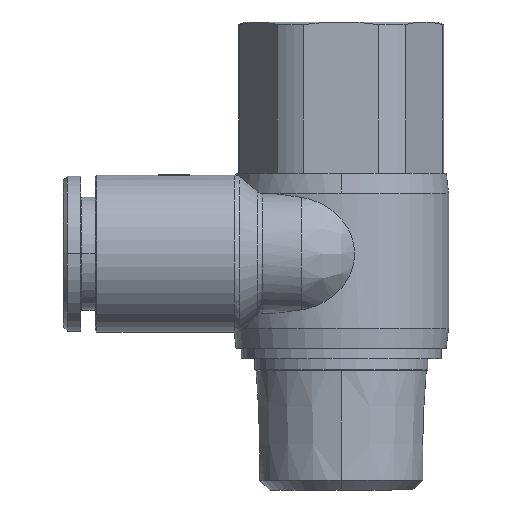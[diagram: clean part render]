
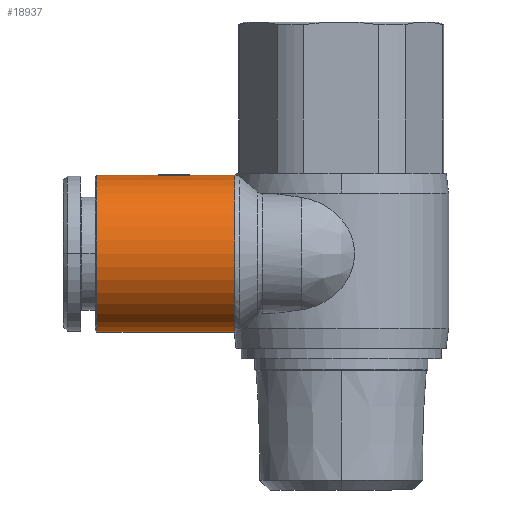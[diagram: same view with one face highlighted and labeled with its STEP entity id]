
A CAD part, left-side view. The second image highlights one B-rep face of the part: STEP entity #18937.
In plain terms, the highlighted cylindrical face has radius 9.85 mm (diameter 19.7 mm), a partial arc.
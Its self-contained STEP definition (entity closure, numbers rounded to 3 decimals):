
#26 = CIRCLE ( 'NONE', #22358, 9.85 ) ;
#519 = AXIS2_PLACEMENT_3D ( 'NONE', #8403, #18761, #23200 ) ;
#563 = AXIS2_PLACEMENT_3D ( 'NONE', #24017, #4506, #9269 ) ;
#815 = ORIENTED_EDGE ( 'NONE', *, *, #21571, .T. ) ;
#2199 = EDGE_CURVE ( 'NONE', #25100, #3818, #23094, .T. ) ;
#2353 = VERTEX_POINT ( 'NONE', #13841 ) ;
#2396 = VERTEX_POINT ( 'NONE', #20451 ) ;
#2547 = AXIS2_PLACEMENT_3D ( 'NONE', #13649, #11252, #15618 ) ;
#2874 = CARTESIAN_POINT ( 'NONE',  ( -9., 0., 9.85 ) ) ;
#3203 = EDGE_CURVE ( 'NONE', #23208, #12098, #8107, .T. ) ;
#3380 = CARTESIAN_POINT ( 'NONE',  ( -11., 0., -9.85 ) ) ;
#3383 = ORIENTED_EDGE ( 'NONE', *, *, #18851, .T. ) ;
#3577 = DIRECTION ( 'NONE',  ( 1., 0., 0. ) ) ;
#3818 = VERTEX_POINT ( 'NONE', #19842 ) ;
#4274 = DIRECTION ( 'NONE',  ( 0., 0., -1. ) ) ;
#4350 = DIRECTION ( 'NONE',  ( 0., 0., -1. ) ) ;
#4365 = CIRCLE ( 'NONE', #25757, 9.85 ) ;
#4506 = DIRECTION ( 'NONE',  ( 1., 0., 0. ) ) ;
#4755 = CARTESIAN_POINT ( 'NONE',  ( -20.7, 0., 9.85 ) ) ;
#5070 = VECTOR ( 'NONE', #3577, 1000. ) ;
#6296 = CARTESIAN_POINT ( 'NONE',  ( -20.7, 0., -9.85 ) ) ;
#6648 = EDGE_CURVE ( 'NONE', #25100, #20766, #20889, .T. ) ;
#6821 = CARTESIAN_POINT ( 'NONE',  ( -11., 0., 9.85 ) ) ;
#7539 = VECTOR ( 'NONE', #21717, 1000. ) ;
#7579 = DIRECTION ( 'NONE',  ( -1., 0., 0. ) ) ;
#7696 = EDGE_LOOP ( 'NONE', ( #27420, #7743, #23751, #25911, #3383, #26922, #815, #22292, #14211 ) ) ;
#7743 = ORIENTED_EDGE ( 'NONE', *, *, #2199, .T. ) ;
#8107 = LINE ( 'NONE', #3380, #5070 ) ;
#8403 = CARTESIAN_POINT ( 'NONE',  ( -3.364, 0., 0. ) ) ;
#9269 = DIRECTION ( 'NONE',  ( 0., 0., -1. ) ) ;
#9533 = CARTESIAN_POINT ( 'NONE',  ( -9., 0., 0. ) ) ;
#10405 = CYLINDRICAL_SURFACE ( 'NONE', #13542, 9.85 ) ;
#11252 = DIRECTION ( 'NONE',  ( 1., 0., 0. ) ) ;
#11289 = CARTESIAN_POINT ( 'NONE',  ( -11., 0., 9.85 ) ) ;
#11683 = DIRECTION ( 'NONE',  ( 0., 0., -1. ) ) ;
#11736 = EDGE_CURVE ( 'NONE', #3818, #23208, #18830, .T. ) ;
#12098 = VERTEX_POINT ( 'NONE', #16735 ) ;
#12829 = VERTEX_POINT ( 'NONE', #22353 ) ;
#13542 = AXIS2_PLACEMENT_3D ( 'NONE', #23749, #23850, #4274 ) ;
#13649 = CARTESIAN_POINT ( 'NONE',  ( -20.7, 0., 0. ) ) ;
#13841 = CARTESIAN_POINT ( 'NONE',  ( -9., -0.75, 9.821 ) ) ;
#14028 = EDGE_CURVE ( 'NONE', #2353, #2396, #16005, .T. ) ;
#14211 = ORIENTED_EDGE ( 'NONE', *, *, #26296, .T. ) ;
#15394 = LINE ( 'NONE', #6821, #20409 ) ;
#15453 = VERTEX_POINT ( 'NONE', #2874 ) ;
#15618 = DIRECTION ( 'NONE',  ( 0., 0., -1. ) ) ;
#16005 = LINE ( 'NONE', #24538, #22337 ) ;
#16735 = CARTESIAN_POINT ( 'NONE',  ( -3.364, 0., -9.85 ) ) ;
#18761 = DIRECTION ( 'NONE',  ( -1., 0., 0. ) ) ;
#18830 = CIRCLE ( 'NONE', #563, 9.85 ) ;
#18851 = EDGE_CURVE ( 'NONE', #12098, #12829, #26400, .T. ) ;
#18937 = ADVANCED_FACE ( 'NONE', ( #25407 ), #10405, .T. ) ;
#19842 = CARTESIAN_POINT ( 'NONE',  ( -20.7, -9.85, 0. ) ) ;
#20409 = VECTOR ( 'NONE', #23693, 1000. ) ;
#20451 = CARTESIAN_POINT ( 'NONE',  ( -13., -0.75, 9.821 ) ) ;
#20766 = VERTEX_POINT ( 'NONE', #23058 ) ;
#20889 = LINE ( 'NONE', #11289, #7539 ) ;
#21424 = DIRECTION ( 'NONE',  ( -1., 0., 0. ) ) ;
#21571 = EDGE_CURVE ( 'NONE', #15453, #2353, #26, .T. ) ;
#21717 = DIRECTION ( 'NONE',  ( 1., 0., 0. ) ) ;
#22292 = ORIENTED_EDGE ( 'NONE', *, *, #14028, .T. ) ;
#22337 = VECTOR ( 'NONE', #7579, 1000. ) ;
#22353 = CARTESIAN_POINT ( 'NONE',  ( -3.364, 0., 9.85 ) ) ;
#22358 = AXIS2_PLACEMENT_3D ( 'NONE', #9533, #24424, #11683 ) ;
#23058 = CARTESIAN_POINT ( 'NONE',  ( -13., 0., 9.85 ) ) ;
#23094 = CIRCLE ( 'NONE', #2547, 9.85 ) ;
#23200 = DIRECTION ( 'NONE',  ( 0., 0., -1. ) ) ;
#23208 = VERTEX_POINT ( 'NONE', #6296 ) ;
#23693 = DIRECTION ( 'NONE',  ( 1., 0., 0. ) ) ;
#23749 = CARTESIAN_POINT ( 'NONE',  ( -11., 0., 0. ) ) ;
#23751 = ORIENTED_EDGE ( 'NONE', *, *, #11736, .T. ) ;
#23850 = DIRECTION ( 'NONE',  ( 1., 0., 0. ) ) ;
#24017 = CARTESIAN_POINT ( 'NONE',  ( -20.7, 0., 0. ) ) ;
#24424 = DIRECTION ( 'NONE',  ( 1., 0., 0. ) ) ;
#24538 = CARTESIAN_POINT ( 'NONE',  ( -11., -0.75, 9.821 ) ) ;
#25100 = VERTEX_POINT ( 'NONE', #4755 ) ;
#25154 = EDGE_CURVE ( 'NONE', #15453, #12829, #15394, .T. ) ;
#25407 = FACE_OUTER_BOUND ( 'NONE', #7696, .T. ) ;
#25705 = CARTESIAN_POINT ( 'NONE',  ( -13., 0., 0. ) ) ;
#25757 = AXIS2_PLACEMENT_3D ( 'NONE', #25705, #21424, #4350 ) ;
#25911 = ORIENTED_EDGE ( 'NONE', *, *, #3203, .T. ) ;
#26296 = EDGE_CURVE ( 'NONE', #2396, #20766, #4365, .T. ) ;
#26400 = CIRCLE ( 'NONE', #519, 9.85 ) ;
#26922 = ORIENTED_EDGE ( 'NONE', *, *, #25154, .F. ) ;
#27420 = ORIENTED_EDGE ( 'NONE', *, *, #6648, .F. ) ;
